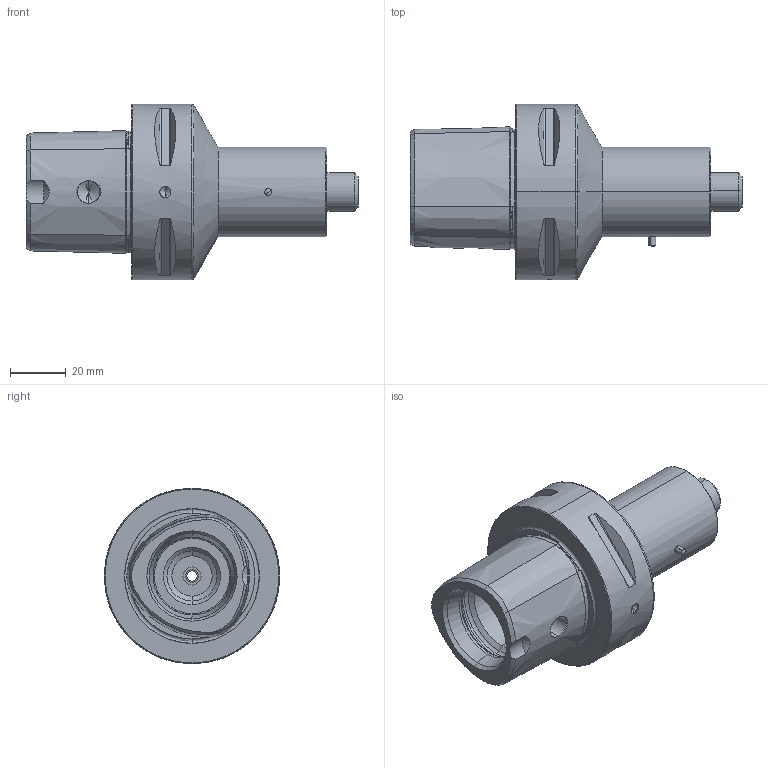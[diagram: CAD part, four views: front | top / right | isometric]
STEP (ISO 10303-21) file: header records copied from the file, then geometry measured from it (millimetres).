
FILE_DESCRIPTION (( 'STEP AP214' ), '1' );
FILE_NAME ('PS6.PS3.K01.070.STEP', '2024-08-22T14:17:49', ( '' ), ( '' ), 'SwSTEP 2.0', 'SolidWorks 2022', '' );
FILE_SCHEMA (( 'AUTOMOTIVE_DESIGN' ));
Length unit declared in the file: millimetre
Products named in the file (5): PS4-ER1.K01.047_A_PreviewCfg; PS4-ER2.001.017_A; PS6-PS3.K01.070_A; ISO 8745-2.5x8_PreviewCfg; PS6.PS3.K01.070
Assembly tree (4 placements, depth 2):
  PS6.PS3.K01.070
    PS6-PS3.K01.070_A
    PS4-ER1.K01.047_A_PreviewCfg
    ISO 8745-2.5x8_PreviewCfg
    PS4-ER2.001.017_A
Bounding box: 119.2 x 63 x 63 mm (x, y, z)
Volume: 146788.8 mm3; surface area: 33225 mm2
Topology: 4 solids, 4 shells, 251 faces, 572 edges, 334 vertices
Faces by surface type: cone 75, cylinder 62, torus 56, plane 54, sphere 4
Entity records: 7899 total; most frequent: CARTESIAN_POINT 1944, DIRECTION 1297, ORIENTED_EDGE 1136, EDGE_CURVE 568, AXIS2_PLACEMENT_3D 553, VERTEX_POINT 334, CIRCLE 295, EDGE_LOOP 272
